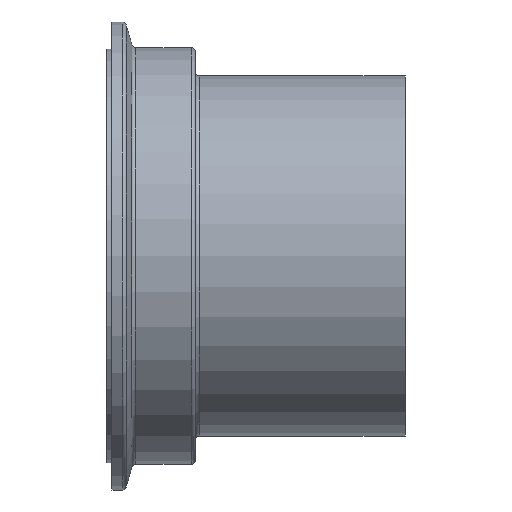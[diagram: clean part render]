
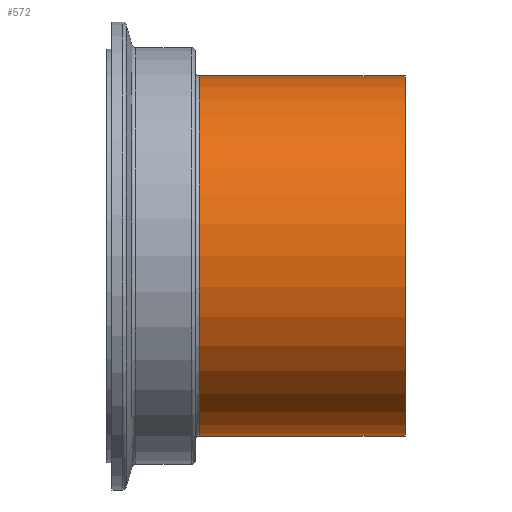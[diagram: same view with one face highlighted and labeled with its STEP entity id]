
A CAD part, top view. The second image highlights one B-rep face of the part: STEP entity #572.
In plain terms, the highlighted cylindrical face has radius 35 mm (diameter 70 mm), a partial arc.
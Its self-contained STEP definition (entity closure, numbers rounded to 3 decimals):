
#25 = CARTESIAN_POINT ( 'NONE',  ( 6.62, -43.135, 0. ) ) ;
#57 = DIRECTION ( 'NONE',  ( -1., 0., 0. ) ) ;
#74 = CARTESIAN_POINT ( 'NONE',  ( 46.62, -8.135, 0. ) ) ;
#99 = DIRECTION ( 'NONE',  ( 0., -1., 0. ) ) ;
#183 = CARTESIAN_POINT ( 'NONE',  ( -172.678, -43.135, 0. ) ) ;
#193 = VERTEX_POINT ( 'NONE', #785 ) ;
#195 = DIRECTION ( 'NONE',  ( -1., 0., 0. ) ) ;
#219 = CARTESIAN_POINT ( 'NONE',  ( -172.678, 26.865, 0. ) ) ;
#243 = EDGE_CURVE ( 'NONE', #193, #732, #311, .T. ) ;
#273 = VERTEX_POINT ( 'NONE', #633 ) ;
#303 = CIRCLE ( 'NONE', #355, 35. ) ;
#311 = LINE ( 'NONE', #183, #829 ) ;
#318 = FACE_OUTER_BOUND ( 'NONE', #733, .T. ) ;
#329 = EDGE_CURVE ( 'NONE', #193, #273, #755, .T. ) ;
#337 = VECTOR ( 'NONE', #818, 1000. ) ;
#345 = VERTEX_POINT ( 'NONE', #790 ) ;
#355 = AXIS2_PLACEMENT_3D ( 'NONE', #367, #497, #99 ) ;
#367 = CARTESIAN_POINT ( 'NONE',  ( 6.62, -8.135, 0. ) ) ;
#374 = CYLINDRICAL_SURFACE ( 'NONE', #478, 35. ) ;
#401 = EDGE_CURVE ( 'NONE', #732, #345, #303, .T. ) ;
#418 = ORIENTED_EDGE ( 'NONE', *, *, #834, .T. ) ;
#445 = ORIENTED_EDGE ( 'NONE', *, *, #243, .F. ) ;
#478 = AXIS2_PLACEMENT_3D ( 'NONE', #716, #571, #835 ) ;
#487 = ORIENTED_EDGE ( 'NONE', *, *, #401, .F. ) ;
#497 = DIRECTION ( 'NONE',  ( -1., 0., 0. ) ) ;
#523 = ORIENTED_EDGE ( 'NONE', *, *, #329, .T. ) ;
#571 = DIRECTION ( 'NONE',  ( -1., 0., 0. ) ) ;
#572 = ADVANCED_FACE ( 'NONE', ( #318 ), #374, .T. ) ;
#633 = CARTESIAN_POINT ( 'NONE',  ( 46.62, 26.865, 0. ) ) ;
#649 = DIRECTION ( 'NONE',  ( 0., -1., 0. ) ) ;
#716 = CARTESIAN_POINT ( 'NONE',  ( -172.678, -8.135, 0. ) ) ;
#732 = VERTEX_POINT ( 'NONE', #25 ) ;
#733 = EDGE_LOOP ( 'NONE', ( #523, #418, #487, #445 ) ) ;
#755 = CIRCLE ( 'NONE', #798, 35. ) ;
#785 = CARTESIAN_POINT ( 'NONE',  ( 46.62, -43.135, 0. ) ) ;
#790 = CARTESIAN_POINT ( 'NONE',  ( 6.62, 26.865, 0. ) ) ;
#798 = AXIS2_PLACEMENT_3D ( 'NONE', #74, #195, #649 ) ;
#809 = LINE ( 'NONE', #219, #337 ) ;
#818 = DIRECTION ( 'NONE',  ( -1., 0., 0. ) ) ;
#829 = VECTOR ( 'NONE', #57, 1000. ) ;
#834 = EDGE_CURVE ( 'NONE', #273, #345, #809, .T. ) ;
#835 = DIRECTION ( 'NONE',  ( 0., -1., 0. ) ) ;
